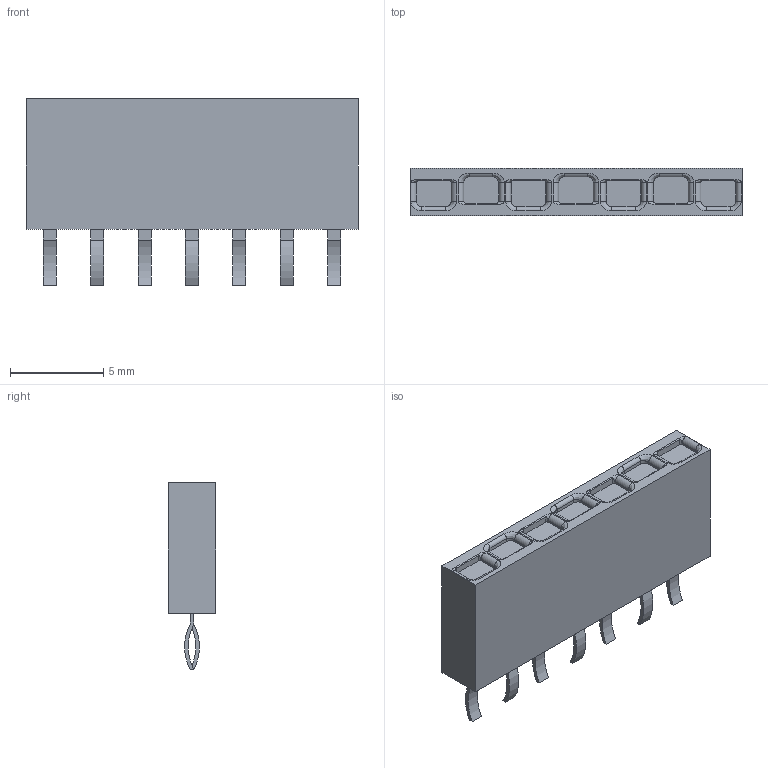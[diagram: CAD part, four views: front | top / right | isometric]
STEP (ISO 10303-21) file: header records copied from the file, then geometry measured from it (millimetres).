
FILE_DESCRIPTION((''),'2;1');
FILE_NAME('C-215297-7','2016-03-29T',('workeradm'),('Tyco Electronics Ltd.'),'CREO PARAMETRIC BY PTC INC, 2015200','CREO PARAMETRIC BY PTC INC, 2015200','');
FILE_SCHEMA(('AUTOMOTIVE_DESIGN { 1 0 10303 214 1 1 1 1 }'));
Length unit declared in the file: millimetre
Products named in the file (1): C-215297-7
Bounding box: 17.78 x 2.52 x 10 mm (x, y, z)
Volume: 308.9 mm3; surface area: 426.8 mm2
Topology: 1 solids, 1 shells, 182 faces, 439 edges, 274 vertices
Faces by surface type: plane 84, cylinder 70, bspline 28
Entity records: 9891 total; most frequent: CARTESIAN_POINT 5741, ORIENTED_EDGE 878, DIRECTION 803, EDGE_CURVE 439, VERTEX_POINT 274, VECTOR 271, LINE 271, AXIS2_PLACEMENT_3D 266
